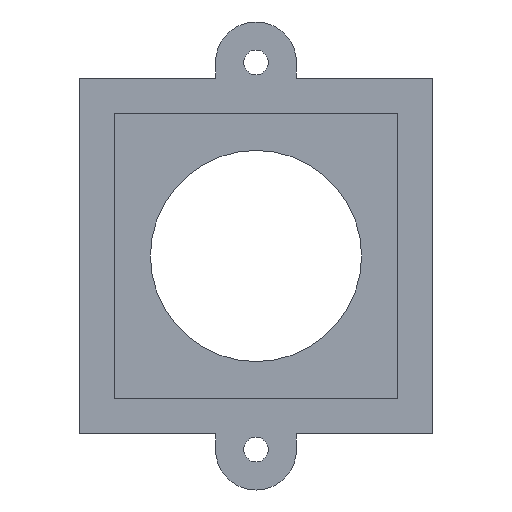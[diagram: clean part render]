
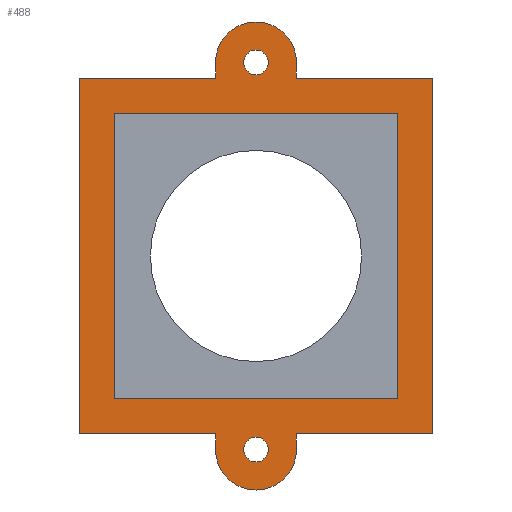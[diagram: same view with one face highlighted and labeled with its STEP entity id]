
A CAD part, front view. The second image highlights one B-rep face of the part: STEP entity #488.
In plain terms, the highlighted planar face has unit normal (0, -1, 0).
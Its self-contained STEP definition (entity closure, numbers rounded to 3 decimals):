
#27=FACE_BOUND('',#102,.T.);
#28=FACE_BOUND('',#103,.T.);
#29=FACE_BOUND('',#104,.T.);
#40=CIRCLE('',#529,0.7);
#42=CIRCLE('',#532,0.7);
#43=CIRCLE('',#537,2.3);
#45=CIRCLE('',#545,2.3);
#71=FACE_OUTER_BOUND('',#101,.T.);
#101=EDGE_LOOP('',(#428,#429,#430,#431,#432,#433,#434,#435,#436,#437,#438,
#439));
#102=EDGE_LOOP('',(#440,#441,#442,#443));
#103=EDGE_LOOP('',(#444));
#104=EDGE_LOOP('',(#445));
#105=LINE('',#690,#154);
#109=LINE('',#698,#158);
#112=LINE('',#704,#161);
#115=LINE('',#709,#164);
#122=LINE('',#752,#171);
#126=LINE('',#760,#175);
#129=LINE('',#766,#178);
#133=LINE('',#778,#182);
#136=LINE('',#784,#185);
#139=LINE('',#790,#188);
#142=LINE('',#796,#191);
#145=LINE('',#802,#194);
#149=LINE('',#814,#198);
#152=LINE('',#819,#201);
#154=VECTOR('',#555,10.);
#158=VECTOR('',#561,10.);
#161=VECTOR('',#566,10.);
#164=VECTOR('',#571,10.);
#171=VECTOR('',#620,10.);
#175=VECTOR('',#626,10.);
#178=VECTOR('',#631,10.);
#182=VECTOR('',#643,10.);
#185=VECTOR('',#648,10.);
#188=VECTOR('',#653,10.);
#191=VECTOR('',#658,10.);
#194=VECTOR('',#663,10.);
#198=VECTOR('',#675,10.);
#201=VECTOR('',#680,10.);
#203=VERTEX_POINT('',#688);
#204=VERTEX_POINT('',#689);
#207=VERTEX_POINT('',#697);
#209=VERTEX_POINT('',#703);
#221=VERTEX_POINT('',#740);
#223=VERTEX_POINT('',#746);
#224=VERTEX_POINT('',#750);
#225=VERTEX_POINT('',#751);
#228=VERTEX_POINT('',#759);
#230=VERTEX_POINT('',#765);
#232=VERTEX_POINT('',#771);
#234=VERTEX_POINT('',#777);
#236=VERTEX_POINT('',#783);
#238=VERTEX_POINT('',#789);
#240=VERTEX_POINT('',#795);
#242=VERTEX_POINT('',#801);
#244=VERTEX_POINT('',#807);
#246=VERTEX_POINT('',#813);
#248=EDGE_CURVE('',#203,#204,#105,.T.);
#252=EDGE_CURVE('',#207,#203,#109,.T.);
#255=EDGE_CURVE('',#209,#207,#112,.T.);
#258=EDGE_CURVE('',#204,#209,#115,.T.);
#274=EDGE_CURVE('',#221,#221,#40,.T.);
#277=EDGE_CURVE('',#223,#223,#42,.T.);
#278=EDGE_CURVE('',#224,#225,#122,.T.);
#282=EDGE_CURVE('',#228,#224,#126,.T.);
#285=EDGE_CURVE('',#230,#228,#129,.T.);
#288=EDGE_CURVE('',#232,#230,#43,.T.);
#291=EDGE_CURVE('',#234,#232,#133,.T.);
#294=EDGE_CURVE('',#236,#234,#136,.T.);
#297=EDGE_CURVE('',#238,#236,#139,.T.);
#300=EDGE_CURVE('',#240,#238,#142,.T.);
#303=EDGE_CURVE('',#242,#240,#145,.T.);
#306=EDGE_CURVE('',#244,#242,#45,.T.);
#309=EDGE_CURVE('',#246,#244,#149,.T.);
#312=EDGE_CURVE('',#225,#246,#152,.T.);
#428=ORIENTED_EDGE('',*,*,#312,.F.);
#429=ORIENTED_EDGE('',*,*,#278,.F.);
#430=ORIENTED_EDGE('',*,*,#282,.F.);
#431=ORIENTED_EDGE('',*,*,#285,.F.);
#432=ORIENTED_EDGE('',*,*,#288,.F.);
#433=ORIENTED_EDGE('',*,*,#291,.F.);
#434=ORIENTED_EDGE('',*,*,#294,.F.);
#435=ORIENTED_EDGE('',*,*,#297,.F.);
#436=ORIENTED_EDGE('',*,*,#300,.F.);
#437=ORIENTED_EDGE('',*,*,#303,.F.);
#438=ORIENTED_EDGE('',*,*,#306,.F.);
#439=ORIENTED_EDGE('',*,*,#309,.F.);
#440=ORIENTED_EDGE('',*,*,#248,.T.);
#441=ORIENTED_EDGE('',*,*,#258,.T.);
#442=ORIENTED_EDGE('',*,*,#255,.T.);
#443=ORIENTED_EDGE('',*,*,#252,.T.);
#444=ORIENTED_EDGE('',*,*,#277,.F.);
#445=ORIENTED_EDGE('',*,*,#274,.F.);
#463=PLANE('',#550);
#488=ADVANCED_FACE('',(#71,#27,#28,#29),#463,.F.);
#529=AXIS2_PLACEMENT_3D('',#742,#609,#610);
#532=AXIS2_PLACEMENT_3D('',#748,#616,#617);
#537=AXIS2_PLACEMENT_3D('',#772,#636,#637);
#545=AXIS2_PLACEMENT_3D('',#808,#668,#669);
#550=AXIS2_PLACEMENT_3D('',#822,#684,#685);
#555=DIRECTION('',(0.,0.,1.));
#561=DIRECTION('',(-1.,0.,0.));
#566=DIRECTION('',(0.,0.,-1.));
#571=DIRECTION('',(1.,0.,0.));
#609=DIRECTION('center_axis',(0.,-1.,0.));
#610=DIRECTION('ref_axis',(1.,0.,0.));
#616=DIRECTION('center_axis',(0.,-1.,0.));
#617=DIRECTION('ref_axis',(1.,0.,0.));
#620=DIRECTION('',(0.,0.,-1.));
#626=DIRECTION('',(1.,0.,0.));
#631=DIRECTION('',(0.,0.,-1.));
#636=DIRECTION('center_axis',(0.,1.,0.));
#637=DIRECTION('ref_axis',(-1.,0.,0.));
#643=DIRECTION('',(0.,0.,1.));
#648=DIRECTION('',(1.,0.,0.));
#653=DIRECTION('',(0.,0.,1.));
#658=DIRECTION('',(-1.,0.,0.));
#663=DIRECTION('',(0.,0.,1.));
#668=DIRECTION('center_axis',(0.,1.,0.));
#669=DIRECTION('ref_axis',(1.,0.,0.));
#675=DIRECTION('',(0.,0.,-1.));
#680=DIRECTION('',(-1.,0.,0.));
#684=DIRECTION('center_axis',(0.,1.,0.));
#685=DIRECTION('ref_axis',(0.,0.,1.));
#688=CARTESIAN_POINT('',(-8.03,0.,-8.1));
#689=CARTESIAN_POINT('',(-8.03,0.,8.1));
#690=CARTESIAN_POINT('',(-8.03,0.,-4.05));
#697=CARTESIAN_POINT('',(8.03,0.,-8.1));
#698=CARTESIAN_POINT('',(4.015,0.,-8.1));
#703=CARTESIAN_POINT('',(8.03,0.,8.1));
#704=CARTESIAN_POINT('',(8.03,0.,4.05));
#709=CARTESIAN_POINT('',(-4.015,0.,8.1));
#740=CARTESIAN_POINT('',(-0.7,0.,11.));
#742=CARTESIAN_POINT('Origin',(0.,0.,11.));
#746=CARTESIAN_POINT('',(-0.7,0.,-11.));
#748=CARTESIAN_POINT('Origin',(0.,0.,-11.));
#750=CARTESIAN_POINT('',(10.03,0.,10.1));
#751=CARTESIAN_POINT('',(10.03,0.,-10.1));
#752=CARTESIAN_POINT('',(10.03,0.,10.1));
#759=CARTESIAN_POINT('',(2.3,0.,10.1));
#760=CARTESIAN_POINT('',(-10.03,0.,10.1));
#765=CARTESIAN_POINT('',(2.3,0.,11.));
#766=CARTESIAN_POINT('',(2.3,0.,11.));
#771=CARTESIAN_POINT('',(-2.3,0.,11.));
#772=CARTESIAN_POINT('Origin',(0.,0.,11.));
#777=CARTESIAN_POINT('',(-2.3,0.,10.1));
#778=CARTESIAN_POINT('',(-2.3,0.,10.1));
#783=CARTESIAN_POINT('',(-10.03,0.,10.1));
#784=CARTESIAN_POINT('',(-10.03,0.,10.1));
#789=CARTESIAN_POINT('',(-10.03,0.,-10.1));
#790=CARTESIAN_POINT('',(-10.03,0.,-10.1));
#795=CARTESIAN_POINT('',(-2.3,0.,-10.1));
#796=CARTESIAN_POINT('',(10.03,0.,-10.1));
#801=CARTESIAN_POINT('',(-2.3,0.,-11.));
#802=CARTESIAN_POINT('',(-2.3,0.,-11.));
#807=CARTESIAN_POINT('',(2.3,0.,-11.));
#808=CARTESIAN_POINT('Origin',(0.,0.,-11.));
#813=CARTESIAN_POINT('',(2.3,0.,-10.1));
#814=CARTESIAN_POINT('',(2.3,0.,-10.1));
#819=CARTESIAN_POINT('',(10.03,0.,-10.1));
#822=CARTESIAN_POINT('Origin',(0.,0.,0.));
